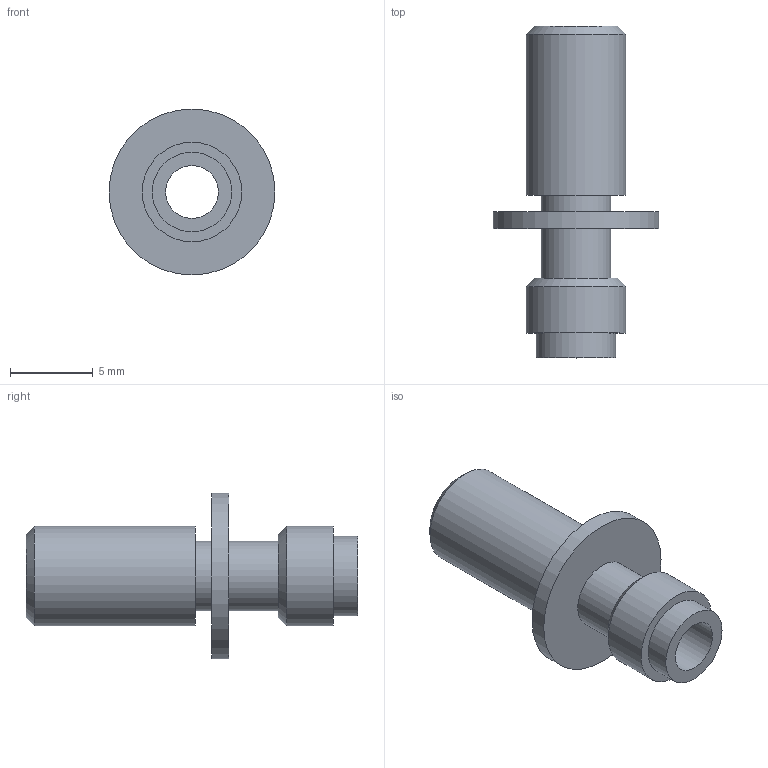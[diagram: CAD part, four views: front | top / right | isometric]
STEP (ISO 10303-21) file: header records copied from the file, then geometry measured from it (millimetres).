
FILE_DESCRIPTION (( 'STEP AP214' ), '1' );
FILE_NAME ('1053-A2P-A.STEP', '2013-05-15T14:42:22', ( '3DAssist' ), ( '' ), 'SwSTEP 2.0', 'SolidWorks 2013', '' );
FILE_SCHEMA (( 'AUTOMOTIVE_DESIGN' ));
Length unit declared in the file: millimetre
Products named in the file (1): 1053-A2P-A
Bounding box: 10 x 20 x 10 mm (x, y, z)
Volume: 380 mm3; surface area: 748 mm2
Topology: 1 solids, 1 shells, 16 faces, 25 edges, 16 vertices
Faces by surface type: cylinder 7, plane 7, cone 2
Full cylindrical faces by diameter (mm): 3.175 x1, 4.2 x2, 4.8 x1, 6 x2, 10 x1
Entity records: 384 total; most frequent: DIRECTION 66, CARTESIAN_POINT 49, AXIS2_PLACEMENT_3D 33, ORIENTED_EDGE 32, EDGE_LOOP 32, FACE_OUTER_BOUND 23, ADVANCED_FACE 16, EDGE_CURVE 16
